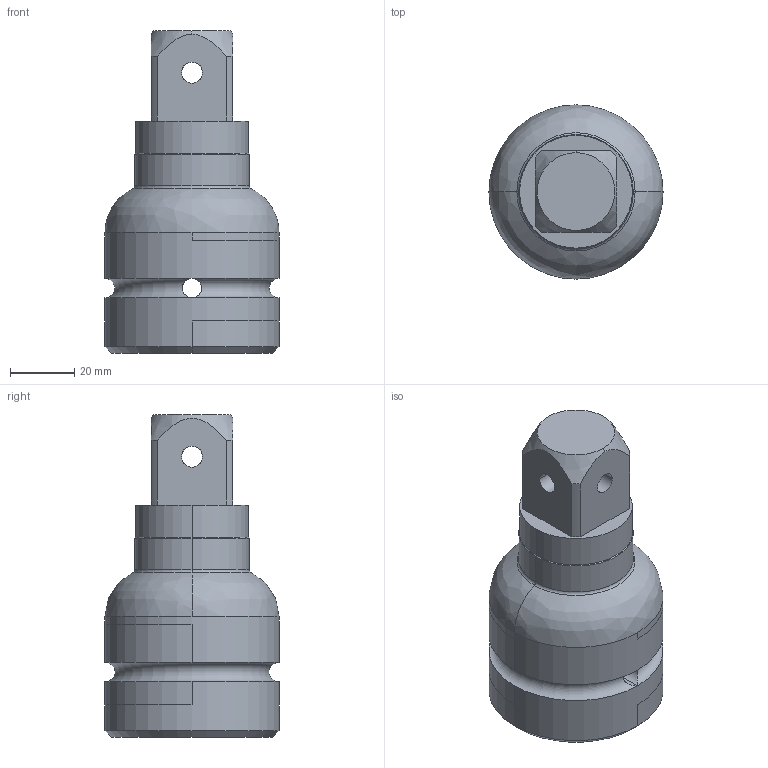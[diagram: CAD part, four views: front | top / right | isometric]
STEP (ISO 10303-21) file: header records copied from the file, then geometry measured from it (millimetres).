
FILE_DESCRIPTION((''),'2;1');
FILE_NAME('4027045210','2023-08-10T12:51:47',('a00528554'),(''),'CREO PARAMETRIC BY PTC INC, 2022414','CREO PARAMETRIC BY PTC INC, 2022414','');
FILE_SCHEMA(('CONFIG_CONTROL_DESIGN','GEOMETRIC_VALIDATION_PROPERTIES_MIM'));
Length unit declared in the file: millimetre
Products named in the file (1): 4027045210
Bounding box: 54 x 54 x 100 mm (x, y, z)
Volume: 130575 mm3; surface area: 20955.7 mm2
Topology: 1 solids, 1 shells, 62 faces, 170 edges, 108 vertices
Faces by surface type: cylinder 32, cone 12, plane 12, torus 4, bspline 2
Entity records: 2990 total; most frequent: CARTESIAN_POINT 687, ORIENTED_EDGE 340, DIRECTION 336, PRESENTATION_STYLE_ASSIGNMENT 177, STYLED_ITEM 171, CURVE_STYLE 170, EDGE_CURVE 170, AXIS2_PLACEMENT_3D 136
